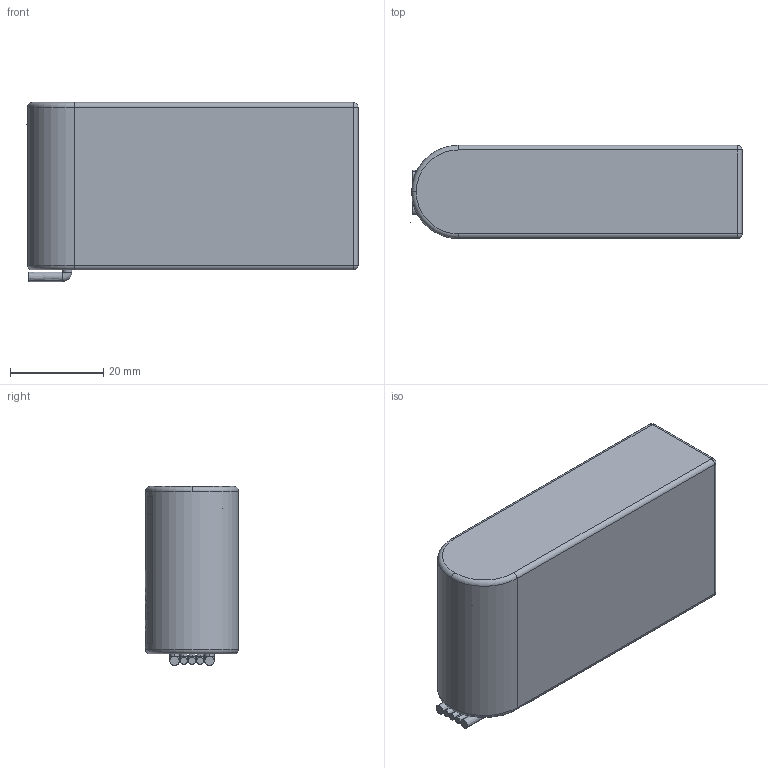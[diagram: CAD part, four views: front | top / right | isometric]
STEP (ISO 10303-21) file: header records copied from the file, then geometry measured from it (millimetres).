
FILE_DESCRIPTION (( 'STEP AP214' ), '1' );
FILE_NAME ('LiPo 2S 3000mAh.STEP', '2022-02-12T17:21:58', ( '' ), ( '' ), 'SwSTEP 2.0', 'SolidWorks 2020', '' );
FILE_SCHEMA (( 'AUTOMOTIVE_DESIGN' ));
Length unit declared in the file: millimetre
Products named in the file (1): LiPo 2S 3000mAh
Bounding box: 71.36 x 20 x 38.5 mm (x, y, z)
Volume: 49592.8 mm3; surface area: 9121.7 mm2
Topology: 2 solids, 2 shells, 219 faces, 1352 edges, 1273 vertices
Faces by surface type: plane 165, cylinder 35, torus 11, bspline 4, sphere 4
Entity records: 22237 total; most frequent: CARTESIAN_POINT 9640, ORIENTED_EDGE 2688, DIRECTION 1358, EDGE_CURVE 1344, VERTEX_POINT 1273, LINE 746, VECTOR 746, B_SPLINE_CURVE_WITH_KNOTS 503
